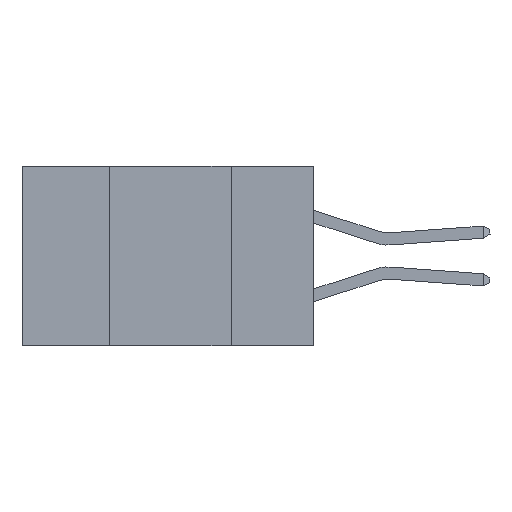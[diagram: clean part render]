
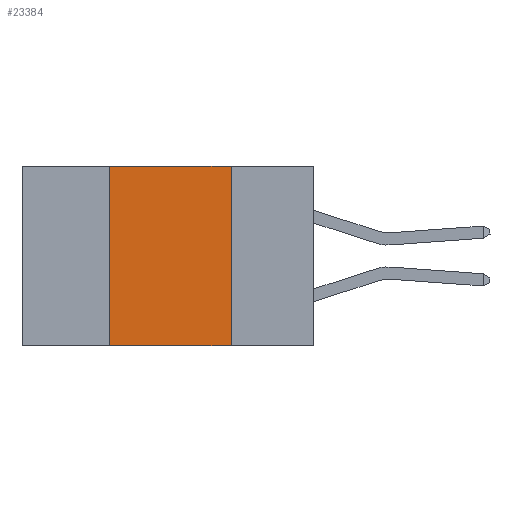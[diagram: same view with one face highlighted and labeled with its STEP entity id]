
A CAD part, left-side view. The second image highlights one B-rep face of the part: STEP entity #23384.
In plain terms, the highlighted planar face has unit normal (-1, 0, 0).
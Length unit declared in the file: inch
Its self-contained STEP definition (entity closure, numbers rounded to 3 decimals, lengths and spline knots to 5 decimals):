
#403 = ORIENTED_EDGE ( 'NONE', *, *, #23149, .T. ) ;
#697 = AXIS2_PLACEMENT_3D ( 'NONE', #12194, #37047, #25777 ) ;
#3626 = CARTESIAN_POINT ( 'NONE',  ( 0., 0.17, 0. ) ) ;
#6352 = CARTESIAN_POINT ( 'NONE',  ( 0., 0.6, -0.37 ) ) ;
#8329 = VERTEX_POINT ( 'NONE', #15963 ) ;
#8577 = VECTOR ( 'NONE', #15210, 39.37008 ) ;
#10305 = EDGE_LOOP ( 'NONE', ( #38895, #37779, #27399, #403 ) ) ;
#11968 = CARTESIAN_POINT ( 'NONE',  ( 0., 0.17, -0.37 ) ) ;
#12194 = CARTESIAN_POINT ( 'NONE',  ( 0., 0.6, 0. ) ) ;
#12678 = EDGE_CURVE ( 'NONE', #8329, #23050, #20258, .T. ) ;
#15210 = DIRECTION ( 'NONE',  ( 0., -1., 0. ) ) ;
#15963 = CARTESIAN_POINT ( 'NONE',  ( 0., 0.42, -0.37 ) ) ;
#18045 = VERTEX_POINT ( 'NONE', #11968 ) ;
#19200 = PLANE ( 'NONE',  #697 ) ;
#20023 = DIRECTION ( 'NONE',  ( 0., 0., 1. ) ) ;
#20146 = DIRECTION ( 'NONE',  ( 0., -1., 0. ) ) ;
#20258 = LINE ( 'NONE', #41031, #27029 ) ;
#22732 = EDGE_CURVE ( 'NONE', #23050, #27186, #32592, .T. ) ;
#23050 = VERTEX_POINT ( 'NONE', #41157 ) ;
#23149 = EDGE_CURVE ( 'NONE', #8329, #18045, #23772, .T. ) ;
#23384 = ADVANCED_FACE ( 'NONE', ( #36377 ), #19200, .F. ) ;
#23772 = LINE ( 'NONE', #6352, #26715 ) ;
#24203 = EDGE_CURVE ( 'NONE', #27186, #18045, #32376, .T. ) ;
#25777 = DIRECTION ( 'NONE',  ( 0., 0., -1. ) ) ;
#26715 = VECTOR ( 'NONE', #20146, 39.37008 ) ;
#27029 = VECTOR ( 'NONE', #20023, 39.37008 ) ;
#27186 = VERTEX_POINT ( 'NONE', #3626 ) ;
#27399 = ORIENTED_EDGE ( 'NONE', *, *, #12678, .F. ) ;
#31705 = CARTESIAN_POINT ( 'NONE',  ( 0., 0.6, 0. ) ) ;
#32376 = LINE ( 'NONE', #35553, #44661 ) ;
#32592 = LINE ( 'NONE', #31705, #8577 ) ;
#35553 = CARTESIAN_POINT ( 'NONE',  ( 0., 0.17, 0. ) ) ;
#35998 = DIRECTION ( 'NONE',  ( 0., 0., -1. ) ) ;
#36377 = FACE_OUTER_BOUND ( 'NONE', #10305, .T. ) ;
#37047 = DIRECTION ( 'NONE',  ( 1., 0., 0. ) ) ;
#37779 = ORIENTED_EDGE ( 'NONE', *, *, #22732, .F. ) ;
#38895 = ORIENTED_EDGE ( 'NONE', *, *, #24203, .F. ) ;
#41031 = CARTESIAN_POINT ( 'NONE',  ( 0., 0.42, 0. ) ) ;
#41157 = CARTESIAN_POINT ( 'NONE',  ( 0., 0.42, 0. ) ) ;
#44661 = VECTOR ( 'NONE', #35998, 39.37008 ) ;
